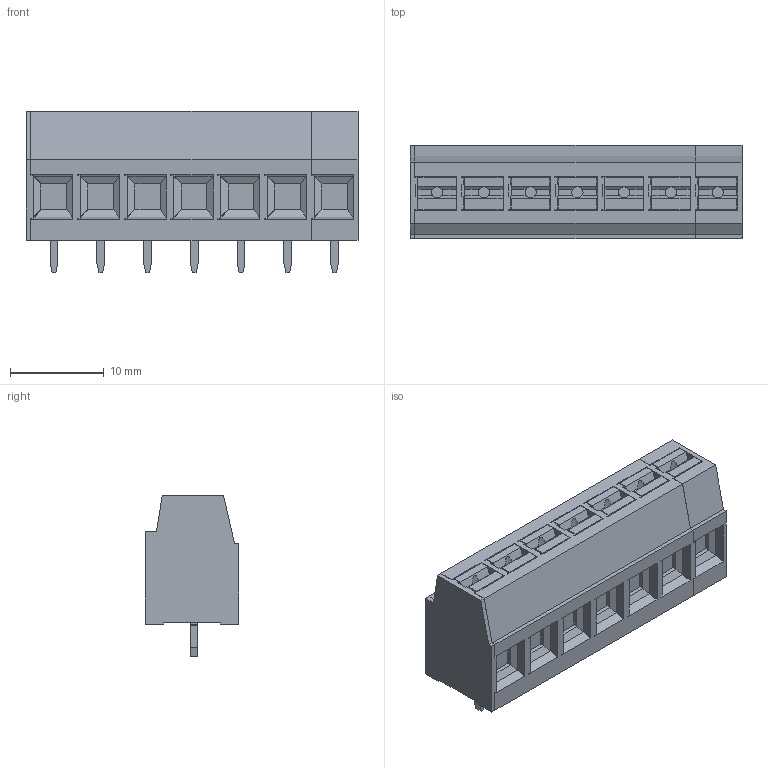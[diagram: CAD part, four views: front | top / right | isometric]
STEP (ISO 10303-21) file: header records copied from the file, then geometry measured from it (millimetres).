
FILE_DESCRIPTION(('CATIA V5 STEP Exchange','CAx-IF Rec.Pracs.--- Model Styling and Organization---1.4--- 2014-01-23'),'2;1');
FILE_NAME ('D1528642_0_2786580000_2786580000.stp','2022-04-26T09:42:28+00:00',('none'),('Weidmueller'),'CATIA Version 5-6 Release 2016 SP3 HF44','CATIA V5 STEP AP214','none');
FILE_SCHEMA(('AUTOMOTIVE_DESIGN { 1 0 10303 214 1 1 1 1 }'));
Length unit declared in the file: millimetre
Products named in the file (1): 2786580000
Bounding box: 35.5 x 10 x 17.3 mm (x, y, z)
Volume: 4205.9 mm3; surface area: 3300.7 mm2
Topology: 17 solids, 32 shells, 770 faces, 2102 edges, 1410 vertices
Faces by surface type: plane 710, cylinder 48, cone 12
Entity records: 22954 total; most frequent: CARTESIAN_POINT 4936, ORIENTED_EDGE 4204, DIRECTION 2857, EDGE_CURVE 2102, VECTOR 1881, LINE 1881, VERTEX_POINT 1410, EDGE_LOOP 798
